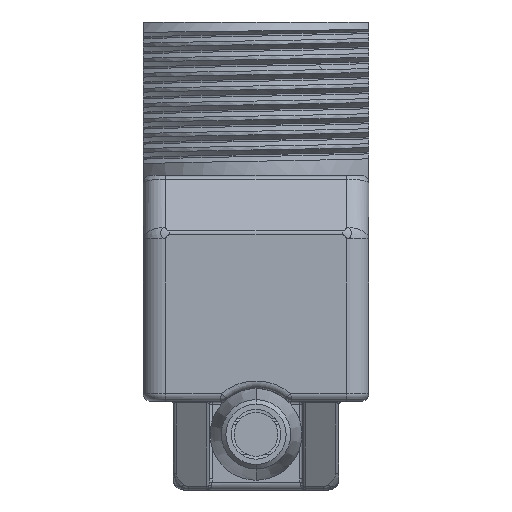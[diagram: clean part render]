
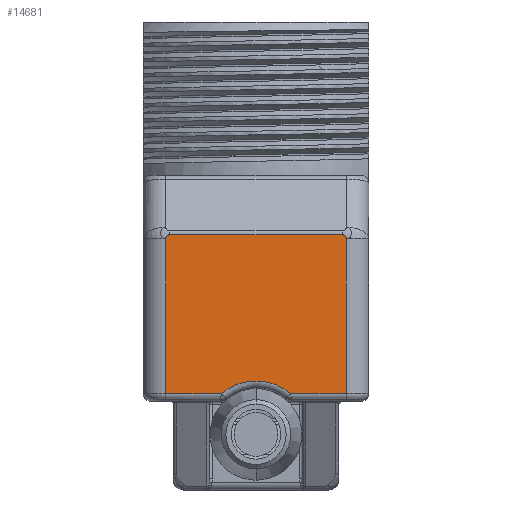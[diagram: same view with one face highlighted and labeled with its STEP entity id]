
A CAD part, front view. The second image highlights one B-rep face of the part: STEP entity #14681.
In plain terms, the highlighted planar face has unit normal (0, -1, 0).
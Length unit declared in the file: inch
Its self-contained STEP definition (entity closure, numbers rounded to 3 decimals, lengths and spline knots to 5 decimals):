
#645=DIRECTION('',(-1.,0.,0.));
#646=VECTOR('',#645,0.14548);
#647=CARTESIAN_POINT('',(0.23622,-0.67913,
-0.26772));
#648=LINE('',#647,#646);
#658=CARTESIAN_POINT('',(0.09074,-0.67913,
-0.26772));
#691=CARTESIAN_POINT('',(0.,-0.67913,-0.37402));
#692=DIRECTION('',(0.,1.,0.));
#693=DIRECTION('',(-0.649,0.,0.761));
#694=AXIS2_PLACEMENT_3D('',#691,#692,#693);
#708=CARTESIAN_POINT('',(-0.09074,-0.67913,
-0.26772));
#733=DIRECTION('',(-1.,0.,0.));
#734=VECTOR('',#733,0.14548);
#735=CARTESIAN_POINT('',(-0.09074,-0.67913,
-0.26772));
#736=LINE('',#735,#734);
#1300=DIRECTION('',(0.,0.,-1.));
#1301=VECTOR('',#1300,0.40544);
#1302=CARTESIAN_POINT('',(-0.23622,-0.67913,
0.13772));
#1303=LINE('',#1302,#1301);
#1313=CARTESIAN_POINT('',(-0.23622,-0.67913,
0.13772));
#1314=CARTESIAN_POINT('',(-0.23608,-0.67913,
0.14281));
#1315=CARTESIAN_POINT('',(-0.23076,-0.67913,
0.14827));
#1316=CARTESIAN_POINT('',(-0.22567,-0.67913,
0.14827));
#1318=CARTESIAN_POINT('',(0.23622,-0.67913,
0.13772));
#1319=CARTESIAN_POINT('',(0.23608,-0.67913,
0.14281));
#1320=CARTESIAN_POINT('',(0.23076,-0.67913,
0.14827));
#1321=CARTESIAN_POINT('',(0.22567,-0.67913,
0.14827));
#1327=DIRECTION('',(0.,0.,1.));
#1328=VECTOR('',#1327,0.40544);
#1329=CARTESIAN_POINT('',(0.23622,-0.67913,
-0.26772));
#1330=LINE('',#1329,#1328);
#4848=DIRECTION('',(-1.,0.,0.));
#4849=VECTOR('',#4848,0.45134);
#4850=CARTESIAN_POINT('',(0.22567,-0.67913,
0.14827));
#4851=LINE('',#4850,#4849);
#11110=VERTEX_POINT('',#1318);
#11111=VERTEX_POINT('',#1321);
#11117=CARTESIAN_POINT('',(-0.22567,-0.67913,
0.14827));
#11118=VERTEX_POINT('',#11117);
#11119=VERTEX_POINT('',#1313);
#12737=CARTESIAN_POINT('',(0.23622,-0.67913,
-0.26772));
#12738=VERTEX_POINT('',#12737);
#12755=CARTESIAN_POINT('',(-0.23622,-0.67913,
-0.26772));
#12756=VERTEX_POINT('',#12755);
#12764=VERTEX_POINT('',#658);
#12766=VERTEX_POINT('',#708);
#14662=CARTESIAN_POINT('',(-0.29528,-0.67913,0.));
#14663=DIRECTION('',(0.,-1.,0.));
#14664=DIRECTION('',(1.,0.,0.));
#14665=AXIS2_PLACEMENT_3D('',#14662,#14663,#14664);
#14666=PLANE('',#14665);
#14668=ORIENTED_EDGE('',*,*,#14667,.F.);
#14669=ORIENTED_EDGE('',*,*,#14141,.T.);
#14670=ORIENTED_EDGE('',*,*,#14206,.F.);
#14671=ORIENTED_EDGE('',*,*,#14280,.T.);
#14672=ORIENTED_EDGE('',*,*,#14653,.F.);
#14674=ORIENTED_EDGE('',*,*,#14673,.T.);
#14676=ORIENTED_EDGE('',*,*,#14675,.F.);
#14678=ORIENTED_EDGE('',*,*,#14677,.F.);
#14679=EDGE_LOOP('',(#14668,#14669,#14670,#14671,#14672,#14674,#14676,#14678));
#14680=FACE_OUTER_BOUND('',#14679,.F.);
#14681=ADVANCED_FACE('',(#14680),#14666,.T.);
#695=CIRCLE('',#694,0.13976);
#1317=B_SPLINE_CURVE_WITH_KNOTS('',3,(#1313,#1314,#1315,#1316),.UNSPECIFIED.,
.F.,.F.,(4,4),(0.,1.),.UNSPECIFIED.);
#1322=B_SPLINE_CURVE_WITH_KNOTS('',3,(#1318,#1319,#1320,#1321),.UNSPECIFIED.,
.F.,.F.,(4,4),(0.,1.),.UNSPECIFIED.);
#14141=EDGE_CURVE('',#12738,#12764,#648,.T.);
#14206=EDGE_CURVE('',#12766,#12764,#695,.T.);
#14280=EDGE_CURVE('',#12766,#12756,#736,.T.);
#14653=EDGE_CURVE('',#11119,#12756,#1303,.T.);
#14667=EDGE_CURVE('',#12738,#11110,#1330,.T.);
#14673=EDGE_CURVE('',#11119,#11118,#1317,.T.);
#14675=EDGE_CURVE('',#11111,#11118,#4851,.T.);
#14677=EDGE_CURVE('',#11110,#11111,#1322,.T.);
